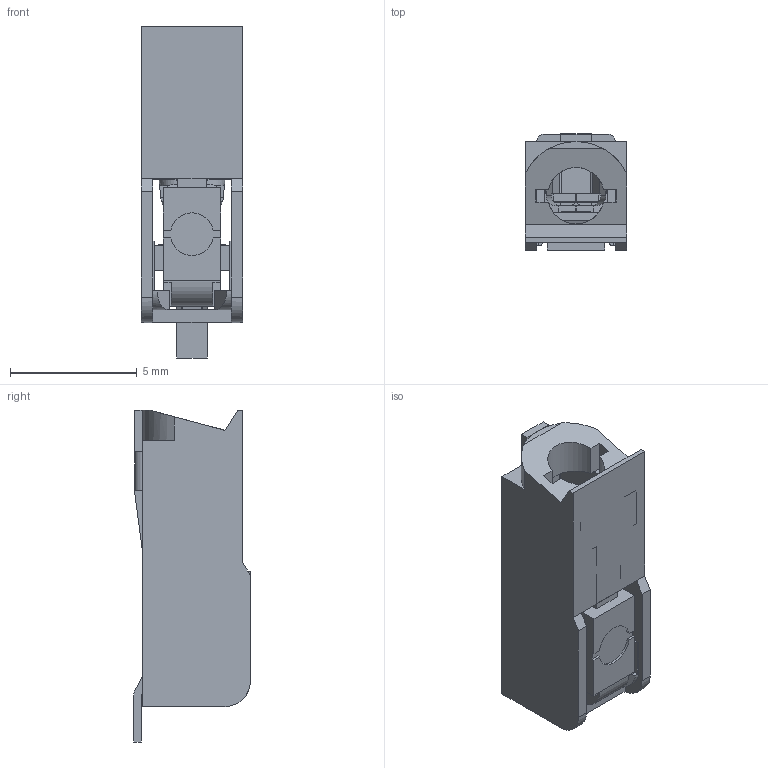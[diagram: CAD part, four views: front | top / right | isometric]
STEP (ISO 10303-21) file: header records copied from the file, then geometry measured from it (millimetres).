
FILE_DESCRIPTION(/* description */ ('Unknown'),/* implementation_level */ '2;1');
FILE_NAME(/* name */ '695401400222',/* time_stamp */ '2016-06-16T09:36:19+02:00',/* author */ ('Unknown'),/* organization */ ('Unknown'),/* preprocessor_version */ 'ST-DEVELOPER v16.7',/* originating_system */ 'DEX',/* authorisation */ $);
FILE_SCHEMA (('AUTOMOTIVE_DESIGN {1 0 10303 214 3 1 1}'));
Length unit declared in the file: millimetre
Products named in the file (4): 6954xx400222; 695401400222; 6954xx400222_housing2; 6954xx400222_pin
Assembly tree (3 placements, depth 2):
  6954xx400222
    695401400222
    6954xx400222_housing2
    6954xx400222_pin
Bounding box: 4 x 4.6 x 13.1 mm (x, y, z)
Volume: 98.3 mm3; surface area: 516.9 mm2
Topology: 3 solids, 3 shells, 306 faces, 840 edges, 533 vertices
Faces by surface type: plane 243, cylinder 53, bspline 10
Entity records: 9770 total; most frequent: CARTESIAN_POINT 1894, ORIENTED_EDGE 1680, DIRECTION 1535, EDGE_CURVE 840, LINE 697, VECTOR 697, VERTEX_POINT 533, AXIS2_PLACEMENT_3D 419
